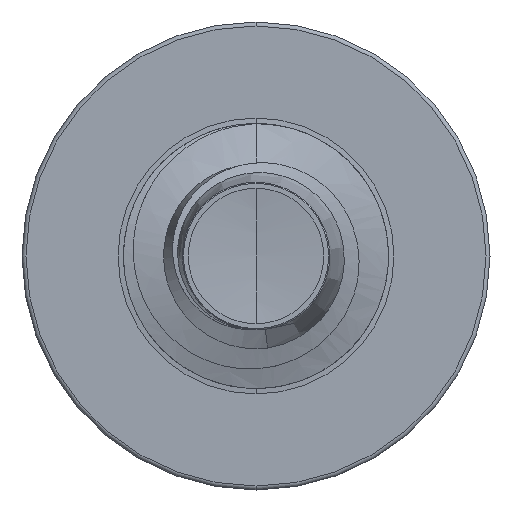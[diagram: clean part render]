
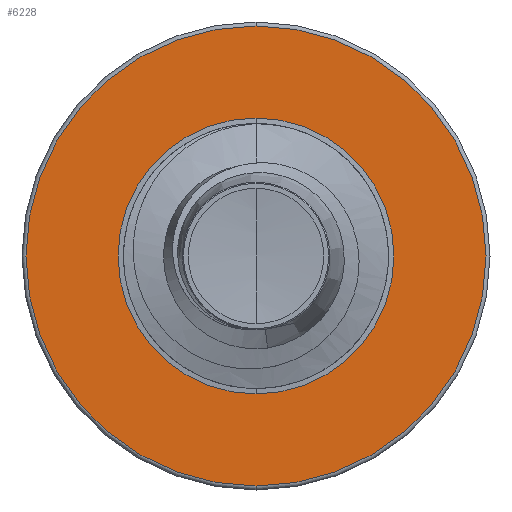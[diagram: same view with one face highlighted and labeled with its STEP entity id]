
A CAD part, front view. The second image highlights one B-rep face of the part: STEP entity #6228.
In plain terms, the highlighted planar face has unit normal (0, -1, 0).
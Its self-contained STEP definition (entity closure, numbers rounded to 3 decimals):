
#74 = CARTESIAN_POINT ( 'NONE',  ( 0., 6., 0. ) ) ;
#805 = VERTEX_POINT ( 'NONE', #6349 ) ;
#1260 = CARTESIAN_POINT ( 'NONE',  ( 0., 6., -1.562 ) ) ;
#1291 = DIRECTION ( 'NONE',  ( 0., 0., 1. ) ) ;
#1298 = DIRECTION ( 'NONE',  ( 0., 1., 0. ) ) ;
#1313 = CARTESIAN_POINT ( 'NONE',  ( 0., 6., 0. ) ) ;
#1654 = ORIENTED_EDGE ( 'NONE', *, *, #5806, .F. ) ;
#1737 = DIRECTION ( 'NONE',  ( 0., 0., 1. ) ) ;
#2755 = CIRCLE ( 'NONE', #8233, 2.605 ) ;
#3815 = FACE_BOUND ( 'NONE', #7127, .T. ) ;
#3820 = CARTESIAN_POINT ( 'NONE',  ( 0., 6., 1.562 ) ) ;
#5618 = DIRECTION ( 'NONE',  ( 0., 1., 0. ) ) ;
#5806 = EDGE_CURVE ( 'NONE', #13395, #805, #12576, .T. ) ;
#6228 = ADVANCED_FACE ( 'NONE', ( #13457, #3815 ), #7823, .F. ) ;
#6349 = CARTESIAN_POINT ( 'NONE',  ( 0., 6., -2.605 ) ) ;
#6572 = CIRCLE ( 'NONE', #9830, 1.562 ) ;
#6598 = ORIENTED_EDGE ( 'NONE', *, *, #12503, .T. ) ;
#7092 = CIRCLE ( 'NONE', #7665, 1.562 ) ;
#7127 = EDGE_LOOP ( 'NONE', ( #11030, #6598 ) ) ;
#7296 = DIRECTION ( 'NONE',  ( 0., 0., 1. ) ) ;
#7343 = EDGE_CURVE ( 'NONE', #10031, #10523, #6572, .T. ) ;
#7349 = DIRECTION ( 'NONE',  ( 0., 1., 0. ) ) ;
#7425 = CARTESIAN_POINT ( 'NONE',  ( 0., 6., 0. ) ) ;
#7665 = AXIS2_PLACEMENT_3D ( 'NONE', #74, #9088, #1737 ) ;
#7795 = DIRECTION ( 'NONE',  ( 0., 0., 1. ) ) ;
#7808 = DIRECTION ( 'NONE',  ( 0., 1., 0. ) ) ;
#7823 = PLANE ( 'NONE',  #9046 ) ;
#8173 = CARTESIAN_POINT ( 'NONE',  ( 0., 6., -1.562 ) ) ;
#8233 = AXIS2_PLACEMENT_3D ( 'NONE', #11411, #5618, #12160 ) ;
#8598 = CARTESIAN_POINT ( 'NONE',  ( 0., 6., 2.605 ) ) ;
#8661 = AXIS2_PLACEMENT_3D ( 'NONE', #7425, #7349, #7296 ) ;
#9046 = AXIS2_PLACEMENT_3D ( 'NONE', #8173, #7808, #7795 ) ;
#9088 = DIRECTION ( 'NONE',  ( 0., 1., 0. ) ) ;
#9830 = AXIS2_PLACEMENT_3D ( 'NONE', #1313, #1298, #1291 ) ;
#10031 = VERTEX_POINT ( 'NONE', #3820 ) ;
#10523 = VERTEX_POINT ( 'NONE', #1260 ) ;
#11030 = ORIENTED_EDGE ( 'NONE', *, *, #7343, .T. ) ;
#11411 = CARTESIAN_POINT ( 'NONE',  ( 0., 6., 0. ) ) ;
#12047 = EDGE_LOOP ( 'NONE', ( #1654, #12781 ) ) ;
#12160 = DIRECTION ( 'NONE',  ( 0., 0., 1. ) ) ;
#12503 = EDGE_CURVE ( 'NONE', #10523, #10031, #7092, .T. ) ;
#12576 = CIRCLE ( 'NONE', #8661, 2.605 ) ;
#12781 = ORIENTED_EDGE ( 'NONE', *, *, #13564, .F. ) ;
#13395 = VERTEX_POINT ( 'NONE', #8598 ) ;
#13457 = FACE_OUTER_BOUND ( 'NONE', #12047, .T. ) ;
#13564 = EDGE_CURVE ( 'NONE', #805, #13395, #2755, .T. ) ;
